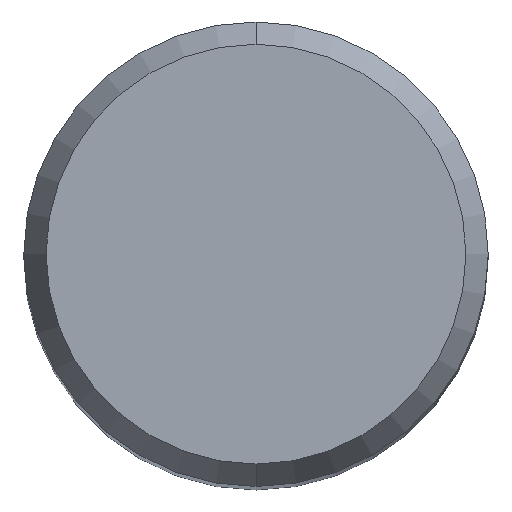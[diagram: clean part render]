
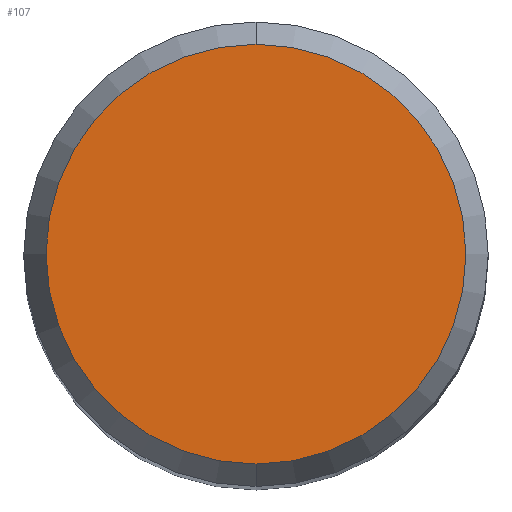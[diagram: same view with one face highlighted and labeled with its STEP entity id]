
A CAD part, top view. The second image highlights one B-rep face of the part: STEP entity #107.
In plain terms, the highlighted planar face has unit normal (0, 0, 1).
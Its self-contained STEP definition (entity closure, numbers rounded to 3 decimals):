
#87=VERTEX_POINT('',#214);
#107=ADVANCED_FACE('',(#237),#238,.T.);
#151=EDGE_CURVE('',#87,#189,#285,.T.);
#161=EDGE_CURVE('',#189,#87,#296,.T.);
#189=VERTEX_POINT('',#329);
#214=CARTESIAN_POINT('',(0.0,4.304,0.01));
#237=FACE_OUTER_BOUND('',#372,.T.);
#238=PLANE('',#373);
#285=CIRCLE('',#441,4.304);
#296=CIRCLE('',#451,4.304);
#329=CARTESIAN_POINT('',(0.,-4.304,0.01));
#372=EDGE_LOOP('',(#525,#526));
#373=AXIS2_PLACEMENT_3D('',#527,#528,#529);
#441=AXIS2_PLACEMENT_3D('',#577,#578,#579);
#451=AXIS2_PLACEMENT_3D('',#590,#591,#592);
#525=ORIENTED_EDGE('',*,*,#151,.F.);
#526=ORIENTED_EDGE('',*,*,#161,.F.);
#527=CARTESIAN_POINT('',(0.0,2.152,0.01));
#528=DIRECTION('',(-0.0,0.0,1.0));
#529=DIRECTION('',(0.0,-1.0,0.0));
#577=CARTESIAN_POINT('',(0.0,0.0,0.01));
#578=DIRECTION('',(0.0,0.0,-1.0));
#579=DIRECTION('',(0.0,1.0,0.0));
#590=CARTESIAN_POINT('',(0.0,0.0,0.01));
#591=DIRECTION('',(0.0,0.0,-1.0));
#592=DIRECTION('',(0.0,1.0,0.0));
